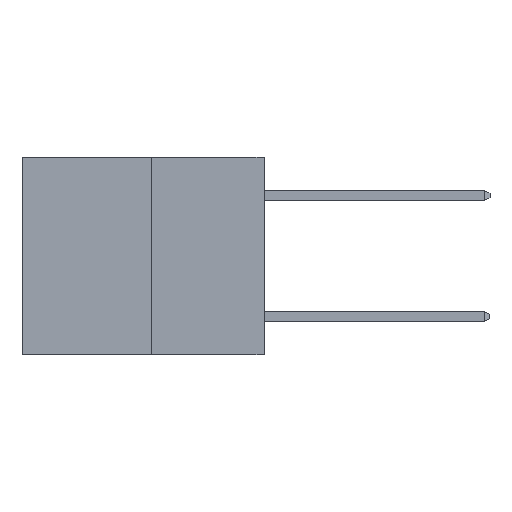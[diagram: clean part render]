
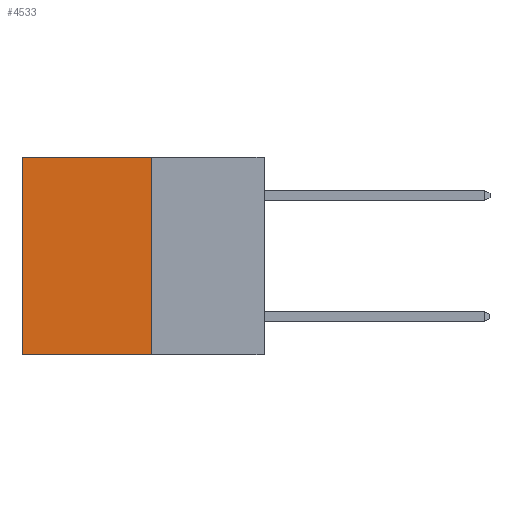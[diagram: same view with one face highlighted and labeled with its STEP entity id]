
A CAD part, left-side view. The second image highlights one B-rep face of the part: STEP entity #4533.
In plain terms, the highlighted planar face has unit normal (-1, 0, 0).
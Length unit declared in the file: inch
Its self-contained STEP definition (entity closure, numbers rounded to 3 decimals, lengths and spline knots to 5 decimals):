
#11 = CARTESIAN_POINT ( 'NONE',  ( 0.3165, 0.28, -0.49 ) ) ;
#237 = PLANE ( 'NONE',  #12661 ) ;
#248 = ORIENTED_EDGE ( 'NONE', *, *, #7535, .T. ) ;
#321 = DIRECTION ( 'NONE',  ( 0., 1., 0. ) ) ;
#445 = ORIENTED_EDGE ( 'NONE', *, *, #5201, .T. ) ;
#507 = LINE ( 'NONE', #6721, #10583 ) ;
#1987 = DIRECTION ( 'NONE',  ( 0., 0., -1. ) ) ;
#2044 = VECTOR ( 'NONE', #321, 39.37008 ) ;
#2252 = LINE ( 'NONE', #11, #10795 ) ;
#2339 = DIRECTION ( 'NONE',  ( 1., 0., 0. ) ) ;
#2515 = FACE_OUTER_BOUND ( 'NONE', #5250, .T. ) ;
#3406 = LINE ( 'NONE', #8205, #2044 ) ;
#3704 = VERTEX_POINT ( 'NONE', #11453 ) ;
#4065 = ORIENTED_EDGE ( 'NONE', *, *, #10129, .F. ) ;
#4533 = ADVANCED_FACE ( 'NONE', ( #2515 ), #237, .F. ) ;
#5085 = ORIENTED_EDGE ( 'NONE', *, *, #9537, .F. ) ;
#5201 = EDGE_CURVE ( 'NONE', #6271, #6945, #507, .T. ) ;
#5250 = EDGE_LOOP ( 'NONE', ( #445, #5085, #4065, #248 ) ) ;
#5555 = CARTESIAN_POINT ( 'NONE',  ( 0.3165, 0.6, -0.49 ) ) ;
#5763 = DIRECTION ( 'NONE',  ( 0., 0., -1. ) ) ;
#6017 = CARTESIAN_POINT ( 'NONE',  ( 0.3165, 0.28, -0.49 ) ) ;
#6271 = VERTEX_POINT ( 'NONE', #9471 ) ;
#6568 = DIRECTION ( 'NONE',  ( 0., 1., 0. ) ) ;
#6721 = CARTESIAN_POINT ( 'NONE',  ( 0.3165, 0.6, -0.49 ) ) ;
#6945 = VERTEX_POINT ( 'NONE', #5555 ) ;
#7535 = EDGE_CURVE ( 'NONE', #3704, #6271, #8801, .T. ) ;
#8161 = CARTESIAN_POINT ( 'NONE',  ( 0.3165, 0.28, -0.49 ) ) ;
#8205 = CARTESIAN_POINT ( 'NONE',  ( 0.3165, 0.28, -0.49 ) ) ;
#8297 = DIRECTION ( 'NONE',  ( 0., 0., -1. ) ) ;
#8801 = LINE ( 'NONE', #12483, #9094 ) ;
#9094 = VECTOR ( 'NONE', #6568, 39.37008 ) ;
#9471 = CARTESIAN_POINT ( 'NONE',  ( 0.3165, 0.6, 0. ) ) ;
#9537 = EDGE_CURVE ( 'NONE', #12606, #6945, #3406, .T. ) ;
#10129 = EDGE_CURVE ( 'NONE', #3704, #12606, #2252, .T. ) ;
#10583 = VECTOR ( 'NONE', #5763, 39.37008 ) ;
#10795 = VECTOR ( 'NONE', #1987, 39.37008 ) ;
#11453 = CARTESIAN_POINT ( 'NONE',  ( 0.3165, 0.28, 0. ) ) ;
#12483 = CARTESIAN_POINT ( 'NONE',  ( 0.3165, 0.28, 0. ) ) ;
#12606 = VERTEX_POINT ( 'NONE', #6017 ) ;
#12661 = AXIS2_PLACEMENT_3D ( 'NONE', #8161, #2339, #8297 ) ;
